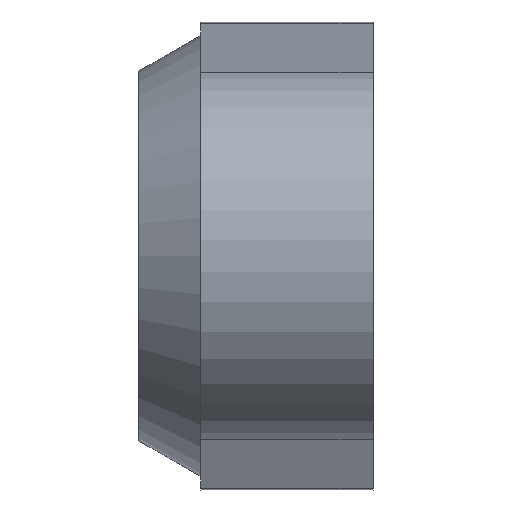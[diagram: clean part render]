
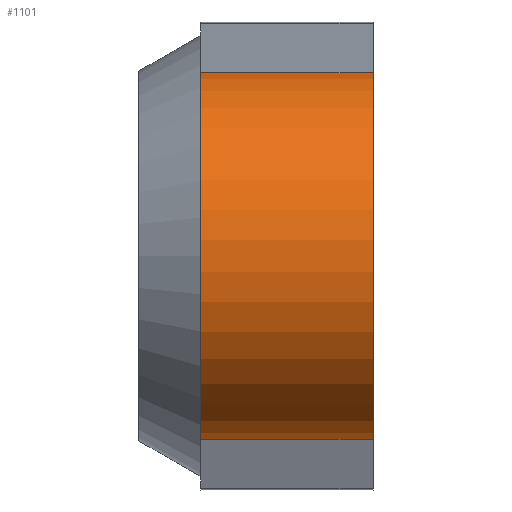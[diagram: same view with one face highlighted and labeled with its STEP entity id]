
A CAD part, left-side view. The second image highlights one B-rep face of the part: STEP entity #1101.
In plain terms, the highlighted cylindrical face has radius 30 mm (diameter 60 mm), a partial arc.
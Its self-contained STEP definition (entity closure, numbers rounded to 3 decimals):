
#7 = VECTOR ( 'NONE', #2264, 1000. ) ;
#56 = CARTESIAN_POINT ( 'NONE',  ( -64., 28., -29.732 ) ) ;
#66 = AXIS2_PLACEMENT_3D ( 'NONE', #2005, #989, #2831 ) ;
#196 = DIRECTION ( 'NONE',  ( 0., -1., 0. ) ) ;
#248 = CIRCLE ( 'NONE', #1824, 30. ) ;
#496 = VERTEX_POINT ( 'NONE', #3162 ) ;
#500 = VECTOR ( 'NONE', #196, 1000. ) ;
#528 = DIRECTION ( 'NONE',  ( 0., 1., 0. ) ) ;
#595 = CARTESIAN_POINT ( 'NONE',  ( -60., 28., 0. ) ) ;
#603 = EDGE_CURVE ( 'NONE', #1283, #496, #1373, .T. ) ;
#699 = CARTESIAN_POINT ( 'NONE',  ( -64., 0., 29.732 ) ) ;
#774 = EDGE_CURVE ( 'NONE', #2797, #2008, #248, .T. ) ;
#789 = CARTESIAN_POINT ( 'NONE',  ( -60., 0., 0. ) ) ;
#989 = DIRECTION ( 'NONE',  ( 0., 1., 0. ) ) ;
#1033 = CARTESIAN_POINT ( 'NONE',  ( -64., 0., -29.732 ) ) ;
#1101 = ADVANCED_FACE ( 'NONE', ( #2417 ), #1367, .T. ) ;
#1144 = ORIENTED_EDGE ( 'NONE', *, *, #774, .T. ) ;
#1177 = CARTESIAN_POINT ( 'NONE',  ( -64., 28., -29.732 ) ) ;
#1283 = VERTEX_POINT ( 'NONE', #56 ) ;
#1320 = ORIENTED_EDGE ( 'NONE', *, *, #603, .F. ) ;
#1367 = CYLINDRICAL_SURFACE ( 'NONE', #1795, 30. ) ;
#1373 = CIRCLE ( 'NONE', #66, 30. ) ;
#1490 = LINE ( 'NONE', #2287, #500 ) ;
#1537 = ORIENTED_EDGE ( 'NONE', *, *, #2939, .F. ) ;
#1790 = EDGE_LOOP ( 'NONE', ( #1144, #1537, #1320, #2227 ) ) ;
#1795 = AXIS2_PLACEMENT_3D ( 'NONE', #595, #2144, #1903 ) ;
#1824 = AXIS2_PLACEMENT_3D ( 'NONE', #789, #528, #2593 ) ;
#1903 = DIRECTION ( 'NONE',  ( 0., 0., -1. ) ) ;
#2005 = CARTESIAN_POINT ( 'NONE',  ( -60., 28., 0. ) ) ;
#2008 = VERTEX_POINT ( 'NONE', #699 ) ;
#2011 = EDGE_CURVE ( 'NONE', #1283, #2797, #2522, .T. ) ;
#2144 = DIRECTION ( 'NONE',  ( 0., -1., 0. ) ) ;
#2227 = ORIENTED_EDGE ( 'NONE', *, *, #2011, .T. ) ;
#2264 = DIRECTION ( 'NONE',  ( 0., -1., 0. ) ) ;
#2287 = CARTESIAN_POINT ( 'NONE',  ( -64., 28., 29.732 ) ) ;
#2417 = FACE_OUTER_BOUND ( 'NONE', #1790, .T. ) ;
#2522 = LINE ( 'NONE', #1177, #7 ) ;
#2593 = DIRECTION ( 'NONE',  ( 0., 0., 1. ) ) ;
#2797 = VERTEX_POINT ( 'NONE', #1033 ) ;
#2831 = DIRECTION ( 'NONE',  ( 0., 0., 1. ) ) ;
#2939 = EDGE_CURVE ( 'NONE', #496, #2008, #1490, .T. ) ;
#3162 = CARTESIAN_POINT ( 'NONE',  ( -64., 28., 29.732 ) ) ;
